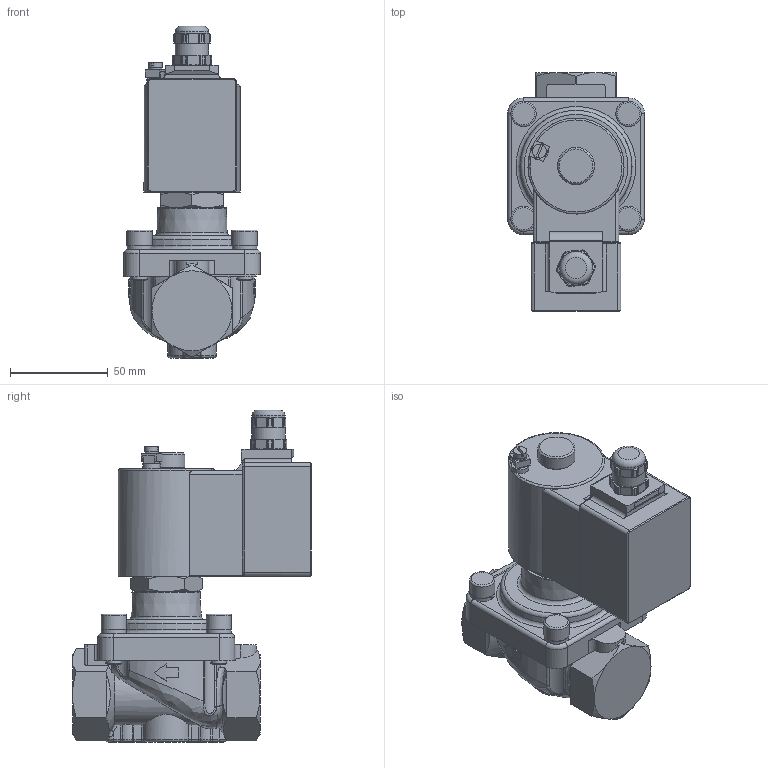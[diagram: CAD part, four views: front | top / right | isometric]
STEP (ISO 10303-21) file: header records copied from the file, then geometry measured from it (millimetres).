
FILE_DESCRIPTION(/* description */ ('3D-Modell'),/* implementation_level */ '2;1');
FILE_NAME(/* name */ '043.004707_E4324-1001-.808.stp',/* time_stamp */ '2018-04-19T12:12:14+02:00',/* author */ ('EFast'),/* organization */ (''),/* preprocessor_version */ 'ST-DEVELOPER v16.1',/* originating_system */ 'Autodesk Inventor 2016',/* authorisation */ '');
FILE_SCHEMA (('AUTOMOTIVE_DESIGN { 1 0 10303 214 3 1 1 }'));
Length unit declared in the file: millimetre
Products named in the file (1): 88-002697
Bounding box: 70 x 122.35 x 170 mm (x, y, z)
Volume: 513865.5 mm3; surface area: 58679.9 mm2
Topology: 1 solids, 1 shells, 484 faces, 1236 edges, 773 vertices
Faces by surface type: plane 172, cylinder 172, cone 68, torus 46, bspline 26
Full cylindrical faces by diameter (mm): 7 x1, 7.1 x1, 8 x8, 9 x1, 13 x4, 17 x2, 19 x1
Entity records: 16457 total; most frequent: CARTESIAN_POINT 5554, ORIENTED_EDGE 2364, DIRECTION 2185, EDGE_CURVE 1182, AXIS2_PLACEMENT_3D 886, VERTEX_POINT 761, EDGE_LOOP 553, FACE_OUTER_BOUND 484
